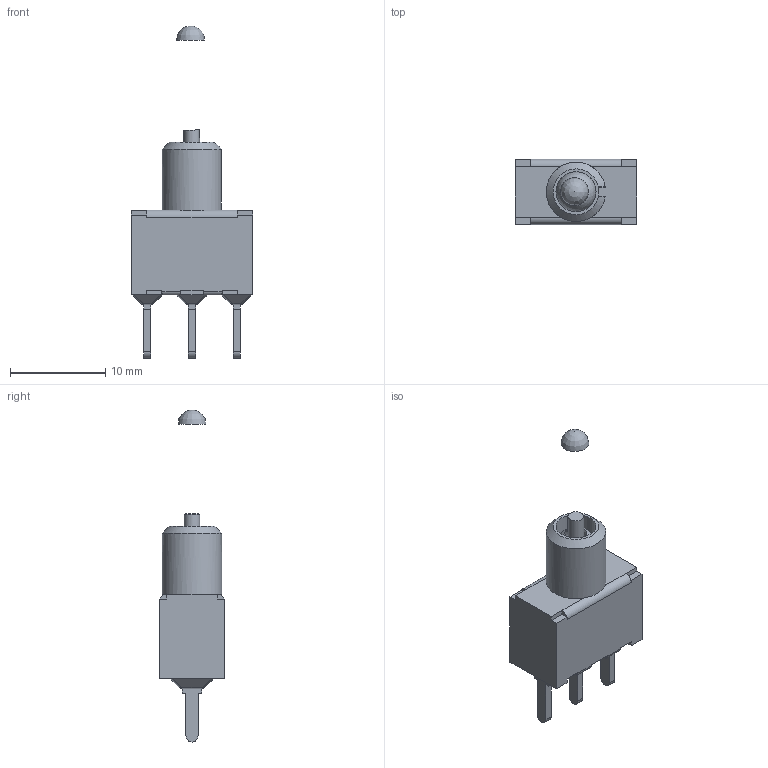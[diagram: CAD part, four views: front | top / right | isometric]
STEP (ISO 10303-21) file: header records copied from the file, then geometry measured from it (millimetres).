
FILE_DESCRIPTION(/* description */ (' '),/* implementation_level */ '2;1');
FILE_NAME(/* name */ '100SP1T1B4M2QE.stp',/* time_stamp */ '2024-11-24T23:17:23+02:00',/* author */ ('alex2'),/* organization */ (' '),/* preprocessor_version */ 'ST-DEVELOPER v19.2',/* originating_system */ 'Autodesk Inventor 2024',/* authorisation */ ' ');
FILE_SCHEMA (('AUTOMOTIVE_DESIGN { 1 0 10303 214 3 1 1 }'));
Length unit declared in the file: inch
Products named in the file (1): 100SPxT1B4M2xE.stp
Bounding box: 12.7 x 6.86 x 34.78 mm (x, y, z)
Volume: 1024.7 mm3; surface area: 1082.8 mm2
Topology: 1 solids, 5 shells, 199 faces, 489 edges, 302 vertices
Faces by surface type: plane 142, cylinder 40, sphere 13, cone 3, bspline 1
Full cylindrical faces by diameter (mm): 1.65 x1, 4.2 x1
Entity records: 5839 total; most frequent: CARTESIAN_POINT 1043, DIRECTION 986, ORIENTED_EDGE 978, EDGE_CURVE 489, LINE 382, VECTOR 382, VERTEX_POINT 302, AXIS2_PLACEMENT_3D 302
